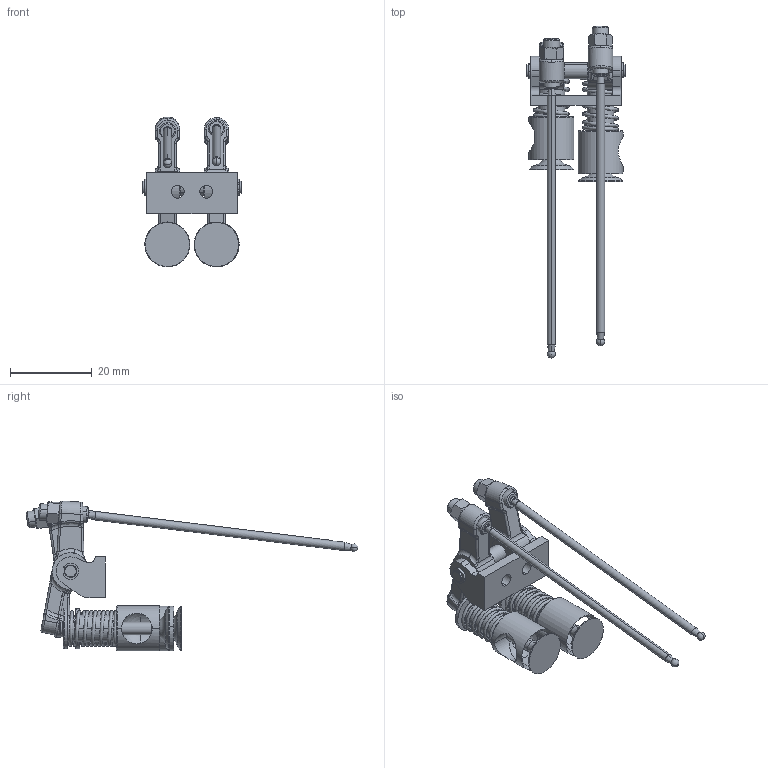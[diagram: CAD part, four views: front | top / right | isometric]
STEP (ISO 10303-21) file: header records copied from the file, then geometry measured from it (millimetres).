
FILE_DESCRIPTION (( 'STEP AP214' ), '1' );
FILE_NAME ('Valve_assm.STEP', '2020-12-09T10:59:10', ( '' ), ( '' ), 'SwSTEP 2.0', 'SolidWorks 2020', '' );
FILE_SCHEMA (( 'AUTOMOTIVE_DESIGN' ));
Length unit declared in the file: millimetre
Products named in the file (14): Part10; Part04; Part07; Part05; Part12; Part09; Part11; Part03; Part06; Part08; Part13; Part01; Valve_assm; Part02
Assembly tree (23 placements, depth 2):
  Valve_assm
    Part11
    Part06
    Part01  x2
    Part02  x2
    Part03  x2
    Part04
    Part05  x2
    Part07  x2
    Part08  x2
    Part09  x2
    Part12  x2
    Part13  x2
    Part10  x2
Bounding box: 24.3 x 81.12 x 36.66 mm (x, y, z)
Volume: 5841.5 mm3; surface area: 9297.6 mm2
Topology: 25 solids, 25 shells, 542 faces, 1282 edges, 782 vertices
Faces by surface type: cylinder 206, plane 134, cone 56, bspline 56, torus 52, sphere 38
Entity records: 13017 total; most frequent: CARTESIAN_POINT 5500, DIRECTION 1559, ORIENTED_EDGE 1378, EDGE_CURVE 689, AXIS2_PLACEMENT_3D 660, VERTEX_POINT 428, CIRCLE 362, EDGE_LOOP 335
